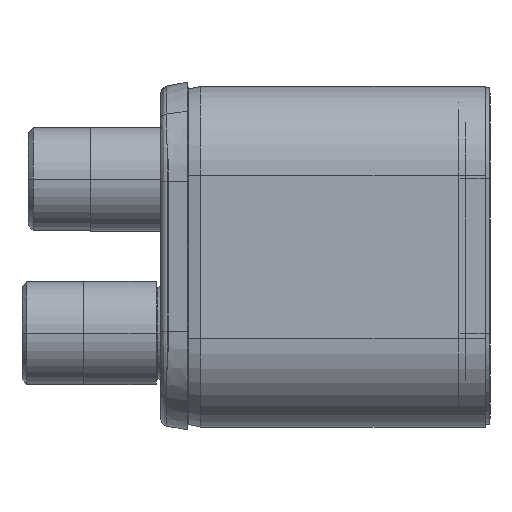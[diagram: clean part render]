
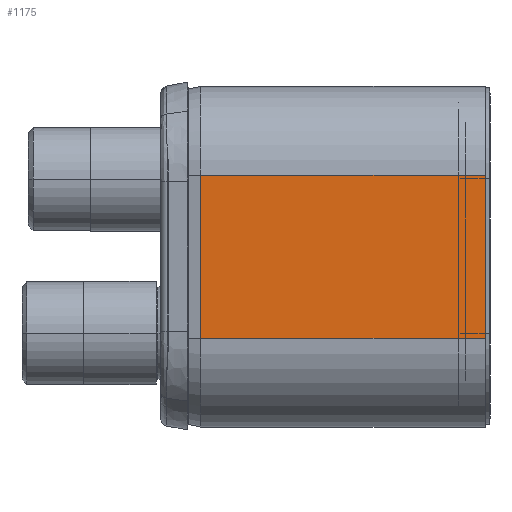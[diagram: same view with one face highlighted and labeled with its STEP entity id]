
A CAD part, left-side view. The second image highlights one B-rep face of the part: STEP entity #1175.
In plain terms, the highlighted planar face has unit normal (-1, 0, 0).
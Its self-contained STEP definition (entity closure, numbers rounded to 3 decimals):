
#196=DIRECTION('',(0.,1.,0.));
#197=VECTOR('',#196,92.3);
#198=CARTESIAN_POINT('',(-262.15,-103.3,-26.7));
#199=LINE('',#198,#197);
#200=DIRECTION('',(0.,0.,1.));
#201=VECTOR('',#200,53.);
#202=CARTESIAN_POINT('',(-262.15,-11.,-26.7));
#203=LINE('',#202,#201);
#204=DIRECTION('',(0.,1.,0.));
#205=VECTOR('',#204,92.3);
#206=CARTESIAN_POINT('',(-262.15,-103.3,26.3));
#207=LINE('',#206,#205);
#295=DIRECTION('',(0.,0.,-1.));
#296=VECTOR('',#295,53.);
#297=CARTESIAN_POINT('',(-262.15,-103.3,26.3));
#298=LINE('',#297,#296);
#694=CARTESIAN_POINT('',(-262.15,-103.3,26.3));
#695=CARTESIAN_POINT('',(-262.15,-103.3,-26.7));
#696=VERTEX_POINT('',#694);
#697=VERTEX_POINT('',#695);
#712=CARTESIAN_POINT('',(-262.15,-11.,-26.7));
#713=VERTEX_POINT('',#712);
#714=CARTESIAN_POINT('',(-262.15,-11.,26.3));
#715=VERTEX_POINT('',#714);
#1162=CARTESIAN_POINT('',(-262.15,0.,-26.7));
#1163=DIRECTION('',(-1.,0.,0.));
#1164=DIRECTION('',(0.,0.,1.));
#1165=AXIS2_PLACEMENT_3D('',#1162,#1163,#1164);
#1166=PLANE('',#1165);
#1167=ORIENTED_EDGE('',*,*,#1128,.T.);
#1168=ORIENTED_EDGE('',*,*,#1153,.T.);
#1170=ORIENTED_EDGE('',*,*,#1169,.F.);
#1172=ORIENTED_EDGE('',*,*,#1171,.T.);
#1173=EDGE_LOOP('',(#1167,#1168,#1170,#1172));
#1174=FACE_OUTER_BOUND('',#1173,.F.);
#1175=ADVANCED_FACE('',(#1174),#1166,.T.);
#1128=EDGE_CURVE('',#697,#713,#199,.T.);
#1153=EDGE_CURVE('',#713,#715,#203,.T.);
#1169=EDGE_CURVE('',#696,#715,#207,.T.);
#1171=EDGE_CURVE('',#696,#697,#298,.T.);
